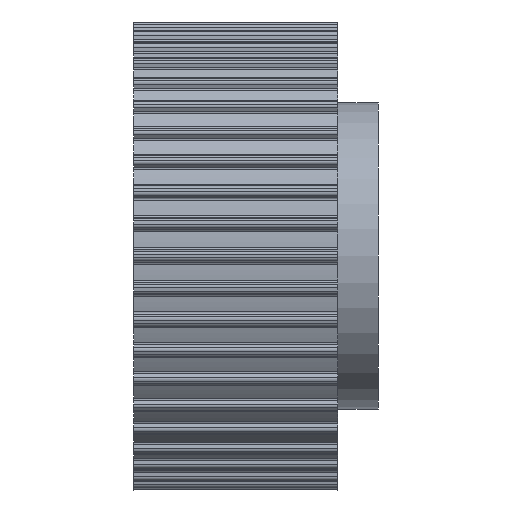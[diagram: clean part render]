
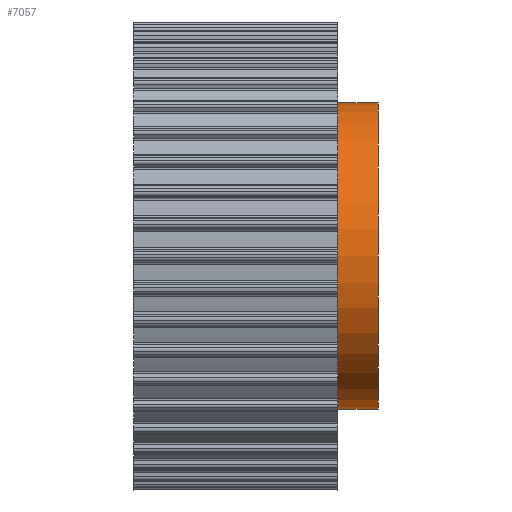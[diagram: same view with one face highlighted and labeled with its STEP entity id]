
A CAD part, front view. The second image highlights one B-rep face of the part: STEP entity #7057.
In plain terms, the highlighted cylindrical face has radius 22.5 mm (diameter 45 mm), a full revolution.
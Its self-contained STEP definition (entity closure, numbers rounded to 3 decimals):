
#55=CYLINDRICAL_SURFACE('',#7977,22.5);
#530=VECTOR('',#9609,1.);
#1093=LINE('',#12170,#530);
#1866=VERTEX_POINT('',#11431);
#2252=VERTEX_POINT('',#12171);
#2519=CIRCLE('',#7712,22.5);
#2784=CIRCLE('',#7978,22.5);
#3172=EDGE_CURVE('',#1866,#1866,#2519,.T.);
#3558=EDGE_CURVE('',#2252,#1866,#1093,.T.);
#3559=EDGE_CURVE('',#2252,#2252,#2784,.T.);
#4719=ORIENTED_EDGE('',*,*,#3558,.T.);
#4720=ORIENTED_EDGE('',*,*,#3172,.T.);
#4721=ORIENTED_EDGE('',*,*,#3558,.F.);
#4722=ORIENTED_EDGE('',*,*,#3559,.F.);
#6273=EDGE_LOOP('',(#4719,#4720,#4721,#4722));
#6666=FACE_BOUND('',#6273,.T.);
#7057=ADVANCED_FACE('',(#6666),#55,.T.);
#7712=AXIS2_PLACEMENT_3D('',#11430,#8989,#8990);
#7977=AXIS2_PLACEMENT_3D('',#12169,#9607,#9608);
#7978=AXIS2_PLACEMENT_3D('',#12172,#9610,#9611);
#8989=DIRECTION('',(1.,0.,0.));
#8990=DIRECTION('',(0.,0.,-22.5));
#9607=DIRECTION('',(1.,0.,0.));
#9608=DIRECTION('',(0.,0.,-22.5));
#9609=DIRECTION('',(-1.,0.,0.));
#9610=DIRECTION('',(1.,0.,0.));
#9611=DIRECTION('',(0.,0.,-22.5));
#11430=CARTESIAN_POINT('',(30.,0.,0.));
#11431=CARTESIAN_POINT('',(30.,0.,-22.5));
#12169=CARTESIAN_POINT('',(36.,0.,0.));
#12170=CARTESIAN_POINT('',(30.,0.,-22.5));
#12171=CARTESIAN_POINT('',(36.,0.,-22.5));
#12172=CARTESIAN_POINT('',(36.,0.,0.));
